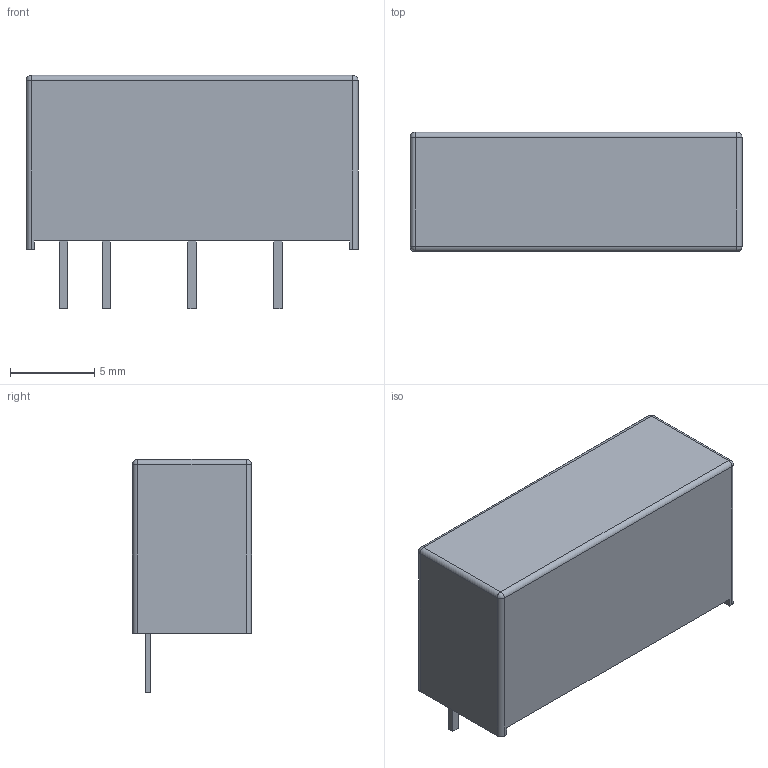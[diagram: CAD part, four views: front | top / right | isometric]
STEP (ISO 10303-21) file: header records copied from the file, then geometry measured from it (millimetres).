
FILE_DESCRIPTION (( 'STEP AP214' ), '1' );
FILE_NAME ('PWRM-TH_IBXX05S-2WR3.step', '2022-07-09T11:32:42', ( '' ), ( '' ), 'SwSTEP 2.0', 'SolidWorks 2020', '' );
FILE_SCHEMA (( 'AUTOMOTIVE_DESIGN' ));
Length unit declared in the file: millimetre
Products named in the file (1): PWRM-TH_IBXX05S-2WR3
Bounding box: 19.65 x 7.05 x 13.8 mm (x, y, z)
Volume: 1361.5 mm3; surface area: 831.6 mm2
Topology: 1 solids, 1 shells, 329 faces, 880 edges, 580 vertices
Faces by surface type: plane 201, bspline 114, cylinder 10, sphere 4
Entity records: 14266 total; most frequent: CARTESIAN_POINT 4148, ORIENTED_EDGE 1752, DIRECTION 1096, EDGE_CURVE 876, LINE 624, VECTOR 624, VERTEX_POINT 580, EDGE_LOOP 360
